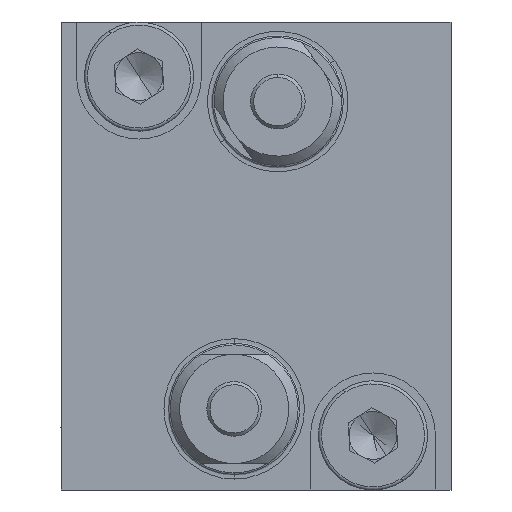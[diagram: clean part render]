
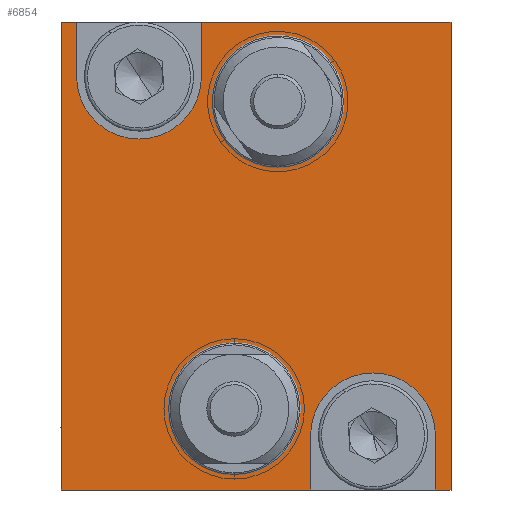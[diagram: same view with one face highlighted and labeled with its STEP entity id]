
A CAD part, front view. The second image highlights one B-rep face of the part: STEP entity #6854.
In plain terms, the highlighted planar face has unit normal (0, -1, 0).
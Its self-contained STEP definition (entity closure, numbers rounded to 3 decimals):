
#6 = CARTESIAN_POINT ( 'NONE',  ( 26.075, -0.058, 28.983 ) ) ;
#51 = LINE ( 'NONE', #4065, #6144 ) ;
#156 = CARTESIAN_POINT ( 'NONE',  ( 21.075, -0.058, 2.483 ) ) ;
#164 = CIRCLE ( 'NONE', #5626, 4. ) ;
#209 = ORIENTED_EDGE ( 'NONE', *, *, #6787, .T. ) ;
#261 = DIRECTION ( 'NONE',  ( 1., 0., 0. ) ) ;
#285 = VERTEX_POINT ( 'NONE', #1441 ) ;
#411 = AXIS2_PLACEMENT_3D ( 'NONE', #7174, #4786, #5395 ) ;
#458 = CARTESIAN_POINT ( 'NONE',  ( 10.075, -0.058, 28.983 ) ) ;
#490 = AXIS2_PLACEMENT_3D ( 'NONE', #1844, #2400, #6019 ) ;
#560 = ORIENTED_EDGE ( 'NONE', *, *, #6777, .F. ) ;
#614 = AXIS2_PLACEMENT_3D ( 'NONE', #7422, #3225, #2648 ) ;
#639 = VERTEX_POINT ( 'NONE', #2120 ) ;
#696 = CARTESIAN_POINT ( 'NONE',  ( 10.075, -0.058, 25.483 ) ) ;
#717 = DIRECTION ( 'NONE',  ( 0., -1., 0. ) ) ;
#720 = VECTOR ( 'NONE', #5319, 1000. ) ;
#751 = LINE ( 'NONE', #4149, #5262 ) ;
#887 = VECTOR ( 'NONE', #2115, 1000. ) ;
#902 = VERTEX_POINT ( 'NONE', #3268 ) ;
#911 = CARTESIAN_POINT ( 'NONE',  ( 16.375, -0.058, 4.183 ) ) ;
#935 = FACE_BOUND ( 'NONE', #2695, .T. ) ;
#952 = VECTOR ( 'NONE', #6099, 1000. ) ;
#997 = CARTESIAN_POINT ( 'NONE',  ( 25.075, -0.058, -1.017 ) ) ;
#1087 = CARTESIAN_POINT ( 'NONE',  ( 12.175, -0.058, 4.183 ) ) ;
#1134 = CARTESIAN_POINT ( 'NONE',  ( 1.075, -0.058, 28.983 ) ) ;
#1228 = DIRECTION ( 'NONE',  ( 0., -1., 0. ) ) ;
#1244 = CIRCLE ( 'NONE', #1872, 4.2 ) ;
#1359 = AXIS2_PLACEMENT_3D ( 'NONE', #156, #717, #4193 ) ;
#1425 = CIRCLE ( 'NONE', #3962, 4. ) ;
#1441 = CARTESIAN_POINT ( 'NONE',  ( 17.075, -0.058, 2.483 ) ) ;
#1457 = VERTEX_POINT ( 'NONE', #911 ) ;
#1479 = ORIENTED_EDGE ( 'NONE', *, *, #1606, .F. ) ;
#1480 = VECTOR ( 'NONE', #261, 1000. ) ;
#1577 = CARTESIAN_POINT ( 'NONE',  ( 1.075, -0.058, 28.983 ) ) ;
#1601 = DIRECTION ( 'NONE',  ( 0., 0., -1. ) ) ;
#1606 = EDGE_CURVE ( 'NONE', #3385, #3550, #3311, .T. ) ;
#1669 = VERTEX_POINT ( 'NONE', #3427 ) ;
#1686 = LINE ( 'NONE', #1577, #4622 ) ;
#1740 = VERTEX_POINT ( 'NONE', #5158 ) ;
#1795 = CARTESIAN_POINT ( 'NONE',  ( 1.075, -0.058, 28.983 ) ) ;
#1837 = CARTESIAN_POINT ( 'NONE',  ( 25.075, -0.058, 2.483 ) ) ;
#1839 = ORIENTED_EDGE ( 'NONE', *, *, #5549, .F. ) ;
#1844 = CARTESIAN_POINT ( 'NONE',  ( 14.975, -0.058, 23.883 ) ) ;
#1872 = AXIS2_PLACEMENT_3D ( 'NONE', #1087, #4726, #5628 ) ;
#1941 = AXIS2_PLACEMENT_3D ( 'NONE', #7178, #5943, #5373 ) ;
#1986 = VECTOR ( 'NONE', #7459, 1000. ) ;
#2000 = ORIENTED_EDGE ( 'NONE', *, *, #6665, .F. ) ;
#2011 = CIRCLE ( 'NONE', #614, 4.2 ) ;
#2115 = DIRECTION ( 'NONE',  ( 0., 0., -1. ) ) ;
#2120 = CARTESIAN_POINT ( 'NONE',  ( 2.075, -0.058, 28.983 ) ) ;
#2239 = LINE ( 'NONE', #5715, #720 ) ;
#2352 = ORIENTED_EDGE ( 'NONE', *, *, #6846, .F. ) ;
#2400 = DIRECTION ( 'NONE',  ( 0., -1., 0. ) ) ;
#2428 = ORIENTED_EDGE ( 'NONE', *, *, #4123, .F. ) ;
#2450 = CIRCLE ( 'NONE', #490, 4.2 ) ;
#2480 = ORIENTED_EDGE ( 'NONE', *, *, #6870, .F. ) ;
#2627 = FACE_OUTER_BOUND ( 'NONE', #5763, .T. ) ;
#2648 = DIRECTION ( 'NONE',  ( 0., 0., 1. ) ) ;
#2653 = VERTEX_POINT ( 'NONE', #997 ) ;
#2663 = VERTEX_POINT ( 'NONE', #5105 ) ;
#2695 = EDGE_LOOP ( 'NONE', ( #7197, #1839 ) ) ;
#2937 = EDGE_CURVE ( 'NONE', #3550, #6469, #5138, .T. ) ;
#3002 = PLANE ( 'NONE',  #411 ) ;
#3003 = LINE ( 'NONE', #7319, #1480 ) ;
#3045 = EDGE_CURVE ( 'NONE', #1740, #1457, #5426, .T. ) ;
#3208 = LINE ( 'NONE', #3264, #887 ) ;
#3225 = DIRECTION ( 'NONE',  ( 0., -1., 0. ) ) ;
#3264 = CARTESIAN_POINT ( 'NONE',  ( 17.075, -0.058, 2.483 ) ) ;
#3268 = CARTESIAN_POINT ( 'NONE',  ( 17.075, -0.058, -1.017 ) ) ;
#3296 = ORIENTED_EDGE ( 'NONE', *, *, #5033, .F. ) ;
#3311 = LINE ( 'NONE', #696, #6337 ) ;
#3385 = VERTEX_POINT ( 'NONE', #6230 ) ;
#3427 = CARTESIAN_POINT ( 'NONE',  ( 6.075, -0.058, 21.483 ) ) ;
#3550 = VERTEX_POINT ( 'NONE', #458 ) ;
#3670 = VERTEX_POINT ( 'NONE', #1837 ) ;
#3732 = VECTOR ( 'NONE', #1601, 1000. ) ;
#3839 = CIRCLE ( 'NONE', #1359, 4. ) ;
#3904 = CARTESIAN_POINT ( 'NONE',  ( 10.775, -0.058, 23.883 ) ) ;
#3962 = AXIS2_PLACEMENT_3D ( 'NONE', #5239, #5191, #5132 ) ;
#4032 = CARTESIAN_POINT ( 'NONE',  ( 6.075, -0.058, 25.483 ) ) ;
#4065 = CARTESIAN_POINT ( 'NONE',  ( 1.075, -0.058, -1.017 ) ) ;
#4123 = EDGE_CURVE ( 'NONE', #639, #7641, #2239, .T. ) ;
#4149 = CARTESIAN_POINT ( 'NONE',  ( 25.075, -0.058, 2.483 ) ) ;
#4193 = DIRECTION ( 'NONE',  ( 0., 0., -1. ) ) ;
#4205 = ORIENTED_EDGE ( 'NONE', *, *, #4243, .F. ) ;
#4243 = EDGE_CURVE ( 'NONE', #7641, #1669, #164, .T. ) ;
#4287 = ORIENTED_EDGE ( 'NONE', *, *, #6058, .F. ) ;
#4292 = LINE ( 'NONE', #7474, #3732 ) ;
#4622 = VECTOR ( 'NONE', #5276, 1000. ) ;
#4726 = DIRECTION ( 'NONE',  ( 0., -1., 0. ) ) ;
#4786 = DIRECTION ( 'NONE',  ( 0., 1., 0. ) ) ;
#4915 = EDGE_CURVE ( 'NONE', #1669, #3385, #1425, .T. ) ;
#5033 = EDGE_CURVE ( 'NONE', #6377, #639, #1686, .T. ) ;
#5062 = EDGE_LOOP ( 'NONE', ( #560, #2352 ) ) ;
#5105 = CARTESIAN_POINT ( 'NONE',  ( 26.075, -0.058, -1.017 ) ) ;
#5132 = DIRECTION ( 'NONE',  ( 0., 0., -1. ) ) ;
#5138 = LINE ( 'NONE', #7535, #1986 ) ;
#5154 = EDGE_CURVE ( 'NONE', #2653, #2663, #51, .T. ) ;
#5158 = CARTESIAN_POINT ( 'NONE',  ( 7.975, -0.058, 4.183 ) ) ;
#5191 = DIRECTION ( 'NONE',  ( 0., -1., 0. ) ) ;
#5239 = CARTESIAN_POINT ( 'NONE',  ( 6.075, -0.058, 25.483 ) ) ;
#5262 = VECTOR ( 'NONE', #5379, 1000. ) ;
#5276 = DIRECTION ( 'NONE',  ( 1., 0., 0. ) ) ;
#5319 = DIRECTION ( 'NONE',  ( 0., 0., -1. ) ) ;
#5373 = DIRECTION ( 'NONE',  ( 0., 0., 1. ) ) ;
#5379 = DIRECTION ( 'NONE',  ( 0., 0., 1. ) ) ;
#5395 = DIRECTION ( 'NONE',  ( 0., 0., 1. ) ) ;
#5426 = CIRCLE ( 'NONE', #1941, 4.2 ) ;
#5453 = VERTEX_POINT ( 'NONE', #3904 ) ;
#5517 = ORIENTED_EDGE ( 'NONE', *, *, #6044, .T. ) ;
#5531 = DIRECTION ( 'NONE',  ( 0., 0., -1. ) ) ;
#5549 = EDGE_CURVE ( 'NONE', #1457, #1740, #1244, .T. ) ;
#5601 = CARTESIAN_POINT ( 'NONE',  ( 19.175, -0.058, 23.883 ) ) ;
#5626 = AXIS2_PLACEMENT_3D ( 'NONE', #4032, #1228, #5531 ) ;
#5628 = DIRECTION ( 'NONE',  ( 0., 0., 1. ) ) ;
#5644 = FACE_BOUND ( 'NONE', #5062, .T. ) ;
#5715 = CARTESIAN_POINT ( 'NONE',  ( 2.075, -0.058, 25.483 ) ) ;
#5763 = EDGE_LOOP ( 'NONE', ( #4205, #2428, #3296, #5517, #209, #6075, #4287, #2480, #6173, #2000, #6789, #1479, #7082 ) ) ;
#5770 = DIRECTION ( 'NONE',  ( 0., 0., 1. ) ) ;
#5850 = LINE ( 'NONE', #1795, #952 ) ;
#5943 = DIRECTION ( 'NONE',  ( 0., -1., 0. ) ) ;
#6019 = DIRECTION ( 'NONE',  ( 0., 0., 1. ) ) ;
#6044 = EDGE_CURVE ( 'NONE', #6377, #6904, #5850, .T. ) ;
#6058 = EDGE_CURVE ( 'NONE', #3670, #285, #3839, .T. ) ;
#6075 = ORIENTED_EDGE ( 'NONE', *, *, #6959, .F. ) ;
#6099 = DIRECTION ( 'NONE',  ( 0., 0., -1. ) ) ;
#6144 = VECTOR ( 'NONE', #7417, 1000. ) ;
#6173 = ORIENTED_EDGE ( 'NONE', *, *, #5154, .T. ) ;
#6230 = CARTESIAN_POINT ( 'NONE',  ( 10.075, -0.058, 25.483 ) ) ;
#6337 = VECTOR ( 'NONE', #5770, 1000. ) ;
#6377 = VERTEX_POINT ( 'NONE', #1134 ) ;
#6469 = VERTEX_POINT ( 'NONE', #6 ) ;
#6545 = CARTESIAN_POINT ( 'NONE',  ( 2.075, -0.058, 25.483 ) ) ;
#6665 = EDGE_CURVE ( 'NONE', #6469, #2663, #4292, .T. ) ;
#6777 = EDGE_CURVE ( 'NONE', #5453, #6803, #2011, .T. ) ;
#6787 = EDGE_CURVE ( 'NONE', #6904, #902, #3003, .T. ) ;
#6789 = ORIENTED_EDGE ( 'NONE', *, *, #2937, .F. ) ;
#6803 = VERTEX_POINT ( 'NONE', #5601 ) ;
#6846 = EDGE_CURVE ( 'NONE', #6803, #5453, #2450, .T. ) ;
#6854 = ADVANCED_FACE ( 'NONE', ( #2627, #5644, #935 ), #3002, .F. ) ;
#6870 = EDGE_CURVE ( 'NONE', #2653, #3670, #751, .T. ) ;
#6904 = VERTEX_POINT ( 'NONE', #7214 ) ;
#6959 = EDGE_CURVE ( 'NONE', #285, #902, #3208, .T. ) ;
#7082 = ORIENTED_EDGE ( 'NONE', *, *, #4915, .F. ) ;
#7174 = CARTESIAN_POINT ( 'NONE',  ( 1.075, -0.058, 28.983 ) ) ;
#7178 = CARTESIAN_POINT ( 'NONE',  ( 12.175, -0.058, 4.183 ) ) ;
#7197 = ORIENTED_EDGE ( 'NONE', *, *, #3045, .F. ) ;
#7214 = CARTESIAN_POINT ( 'NONE',  ( 1.075, -0.058, -1.017 ) ) ;
#7319 = CARTESIAN_POINT ( 'NONE',  ( 1.075, -0.058, -1.017 ) ) ;
#7417 = DIRECTION ( 'NONE',  ( 1., 0., 0. ) ) ;
#7422 = CARTESIAN_POINT ( 'NONE',  ( 14.975, -0.058, 23.883 ) ) ;
#7459 = DIRECTION ( 'NONE',  ( 1., 0., 0. ) ) ;
#7474 = CARTESIAN_POINT ( 'NONE',  ( 26.075, -0.058, 28.983 ) ) ;
#7535 = CARTESIAN_POINT ( 'NONE',  ( 1.075, -0.058, 28.983 ) ) ;
#7641 = VERTEX_POINT ( 'NONE', #6545 ) ;
